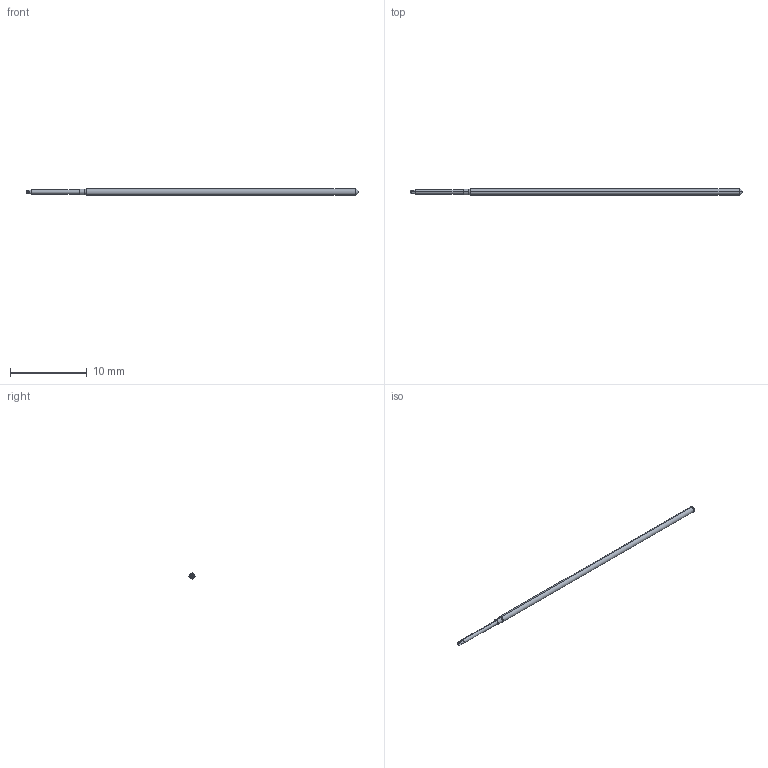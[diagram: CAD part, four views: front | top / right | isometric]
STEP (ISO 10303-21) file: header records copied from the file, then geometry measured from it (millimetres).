
FILE_DESCRIPTION (( 'STEP AP214' ), '1' );
FILE_NAME ('050-PRP2546_-_.STEP', '2013-05-09T12:05:37', ( 'spare' ), ( '' ), 'SwSTEP 2.0', 'SolidWorks 2012', '' );
FILE_SCHEMA (( 'AUTOMOTIVE_DESIGN' ));
Length unit declared in the file: inch
Products named in the file (1): 050-PRP2546_-_
Bounding box: 43.18 x 0.78 x 0.78 mm (x, y, z)
Volume: 18.8 mm3; surface area: 101 mm2
Topology: 1 solids, 1 shells, 35 faces, 86 edges, 54 vertices
Faces by surface type: cone 16, cylinder 14, plane 3, torus 2
Entity records: 1126 total; most frequent: CARTESIAN_POINT 284, ORIENTED_EDGE 172, DIRECTION 166, EDGE_CURVE 86, AXIS2_PLACEMENT_3D 74, VERTEX_POINT 54, CIRCLE 38, EDGE_LOOP 36
